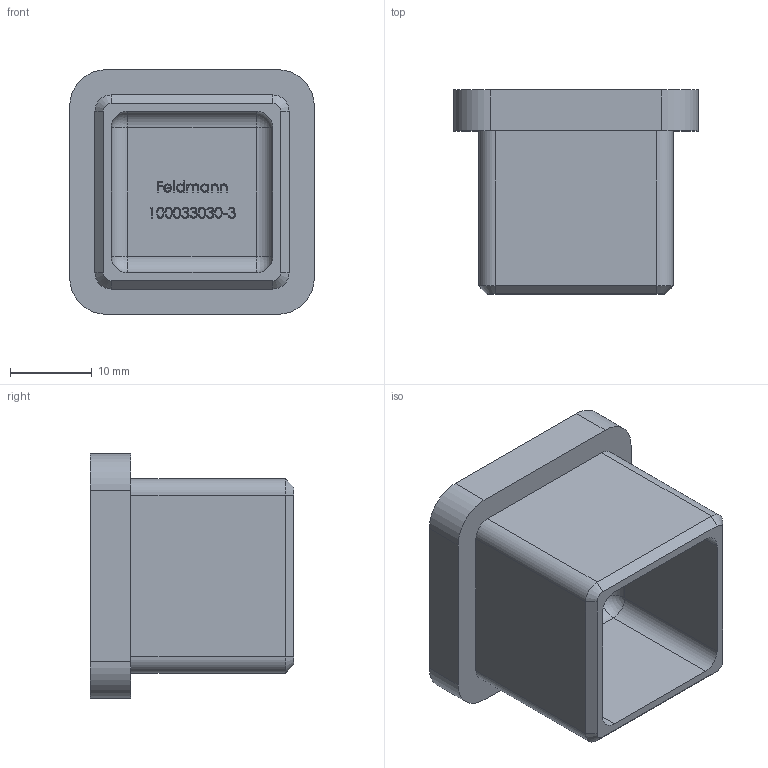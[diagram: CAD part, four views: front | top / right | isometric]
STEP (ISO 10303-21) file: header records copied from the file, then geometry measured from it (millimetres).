
FILE_DESCRIPTION (( 'STEP AP203' ), '1' );
FILE_NAME ('100033030-3.STEP', '2019-12-02T10:24:32', ( '' ), ( '' ), 'SwSTEP 2.0', 'SolidWorks 2015', '' );
FILE_SCHEMA (( 'CONFIG_CONTROL_DESIGN' ));
Length unit declared in the file: millimetre
Products named in the file (2): 100033030-3
Bounding box: 30 x 25 x 30 mm (x, y, z)
Volume: 8695.4 mm3; surface area: 5414.8 mm2
Topology: 1 solids, 1 shells, 296 faces, 779 edges, 510 vertices
Faces by surface type: bspline 149, plane 123, cylinder 16, cone 4, sphere 4
Entity records: 17736 total; most frequent: CARTESIAN_POINT 11292, ORIENTED_EDGE 1550, DIRECTION 811, EDGE_CURVE 775, VERTEX_POINT 510, VECTOR 441, LINE 441, EDGE_LOOP 325
